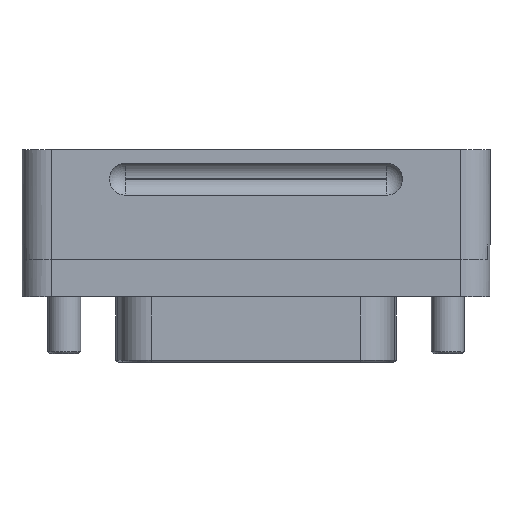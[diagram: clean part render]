
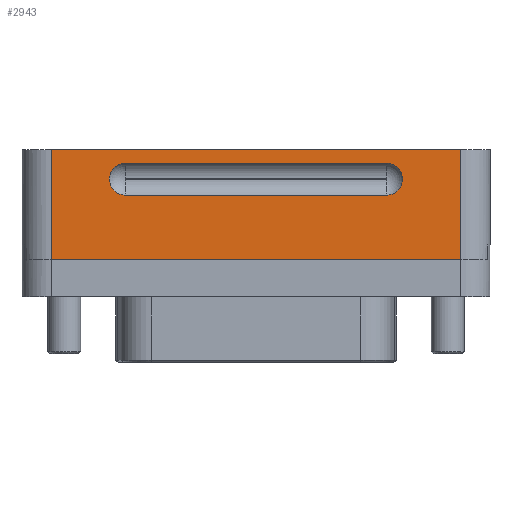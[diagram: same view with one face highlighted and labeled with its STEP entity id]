
A CAD part, front view. The second image highlights one B-rep face of the part: STEP entity #2943.
In plain terms, the highlighted planar face has unit normal (0, -1, 0).
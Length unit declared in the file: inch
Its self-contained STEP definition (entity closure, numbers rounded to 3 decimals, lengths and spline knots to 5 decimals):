
#2572 = VERTEX_POINT ( 'NONE', #7786 ) ;
#2580 = VERTEX_POINT ( 'NONE', #7891 ) ;
#2582 = EDGE_CURVE ( 'NONE', #2583, #2580, #7886, .T. ) ;
#2583 = VERTEX_POINT ( 'NONE', #7879 ) ;
#2627 = EDGE_CURVE ( 'NONE', #2642, #2572, #8000, .T. ) ;
#2632 = EDGE_CURVE ( 'NONE', #2572, #2583, #7986, .T. ) ;
#2641 = EDGE_CURVE ( 'NONE', #2580, #2642, #8082, .T. ) ;
#2642 = VERTEX_POINT ( 'NONE', #8069 ) ;
#2875 = EDGE_CURVE ( 'NONE', #2876, #2877, #9197, .T. ) ;
#2876 = VERTEX_POINT ( 'NONE', #9193 ) ;
#2877 = VERTEX_POINT ( 'NONE', #9192 ) ;
#2930 = ORIENTED_EDGE ( 'NONE', *, *, #2582, .T. ) ;
#2931 = ORIENTED_EDGE ( 'NONE', *, *, #2641, .T. ) ;
#2943 = ADVANCED_FACE ( 'NONE', ( #9255, #9254 ), #9321, .T. ) ;
#2944 = EDGE_LOOP ( 'NONE', ( #2945, #2948, #2950, #2951 ) ) ;
#2945 = ORIENTED_EDGE ( 'NONE', *, *, #2946, .F. ) ;
#2946 = EDGE_CURVE ( 'NONE', #2947, #2877, #9316, .T. ) ;
#2947 = VERTEX_POINT ( 'NONE', #9312 ) ;
#2948 = ORIENTED_EDGE ( 'NONE', *, *, #2949, .F. ) ;
#2949 = EDGE_CURVE ( 'NONE', #2959, #2947, #9311, .T. ) ;
#2950 = ORIENTED_EDGE ( 'NONE', *, *, #2958, .T. ) ;
#2951 = ORIENTED_EDGE ( 'NONE', *, *, #2875, .T. ) ;
#2952 = EDGE_LOOP ( 'NONE', ( #2953, #2954, #2930, #2931 ) ) ;
#2953 = ORIENTED_EDGE ( 'NONE', *, *, #2627, .T. ) ;
#2954 = ORIENTED_EDGE ( 'NONE', *, *, #2632, .T. ) ;
#2958 = EDGE_CURVE ( 'NONE', #2959, #2876, #9305, .T. ) ;
#2959 = VERTEX_POINT ( 'NONE', #9297 ) ;
#7786 = CARTESIAN_POINT ( 'NONE',  ( -0.3905, 0., -0.04589 ) ) ;
#7879 = CARTESIAN_POINT ( 'NONE',  ( 0.4995, 0., -0.04589 ) ) ;
#7880 = DIRECTION ( 'NONE',  ( 0., 0., -1. ) ) ;
#7881 = DIRECTION ( 'NONE',  ( 0., 1., 0. ) ) ;
#7883 = CARTESIAN_POINT ( 'NONE',  ( 0.4995, 0., -0.1005 ) ) ;
#7884 = AXIS2_PLACEMENT_3D ( 'NONE', #7883, #7881, #7880 ) ;
#7886 = CIRCLE ( 'NONE', #7884, 0.05461 ) ;
#7891 = CARTESIAN_POINT ( 'NONE',  ( 0.4995, 0., -0.15511 ) ) ;
#7974 = DIRECTION ( 'NONE',  ( 1., 0., 0. ) ) ;
#7975 = VECTOR ( 'NONE', #7974, 39.37008 ) ;
#7976 = CARTESIAN_POINT ( 'NONE',  ( 0.0545, 0., -0.04589 ) ) ;
#7986 = LINE ( 'NONE', #7976, #7975 ) ;
#7992 = DIRECTION ( 'NONE',  ( 0., 0., -1. ) ) ;
#7995 = DIRECTION ( 'NONE',  ( 0., 1., 0. ) ) ;
#7997 = CARTESIAN_POINT ( 'NONE',  ( -0.3905, 0., -0.1005 ) ) ;
#7999 = AXIS2_PLACEMENT_3D ( 'NONE', #7997, #7995, #7992 ) ;
#8000 = CIRCLE ( 'NONE', #7999, 0.05461 ) ;
#8069 = CARTESIAN_POINT ( 'NONE',  ( -0.3905, 0., -0.15511 ) ) ;
#8070 = DIRECTION ( 'NONE',  ( -1., 0., 0. ) ) ;
#8071 = VECTOR ( 'NONE', #8070, 39.37008 ) ;
#8073 = CARTESIAN_POINT ( 'NONE',  ( 0.0545, 0., -0.15511 ) ) ;
#8082 = LINE ( 'NONE', #8073, #8071 ) ;
#9192 = CARTESIAN_POINT ( 'NONE',  ( -0.643, 0., 0. ) ) ;
#9193 = CARTESIAN_POINT ( 'NONE',  ( 0.752, 0., 0. ) ) ;
#9194 = DIRECTION ( 'NONE',  ( -1., 0., 0. ) ) ;
#9195 = VECTOR ( 'NONE', #9194, 39.37008 ) ;
#9196 = CARTESIAN_POINT ( 'NONE',  ( 0.0545, 0., 0. ) ) ;
#9197 = LINE ( 'NONE', #9196, #9195 ) ;
#9254 = FACE_BOUND ( 'NONE', #2952, .T. ) ;
#9255 = FACE_OUTER_BOUND ( 'NONE', #2944, .T. ) ;
#9297 = CARTESIAN_POINT ( 'NONE',  ( 0.752, 0., -0.375 ) ) ;
#9298 = DIRECTION ( 'NONE',  ( 0., 0., 1. ) ) ;
#9299 = VECTOR ( 'NONE', #9298, 39.37008 ) ;
#9300 = CARTESIAN_POINT ( 'NONE',  ( 0.752, 0., -0.1875 ) ) ;
#9305 = LINE ( 'NONE', #9300, #9299 ) ;
#9308 = DIRECTION ( 'NONE',  ( -1., 0., 0. ) ) ;
#9309 = VECTOR ( 'NONE', #9308, 39.37008 ) ;
#9310 = CARTESIAN_POINT ( 'NONE',  ( 0.0545, 0., -0.375 ) ) ;
#9311 = LINE ( 'NONE', #9310, #9309 ) ;
#9312 = CARTESIAN_POINT ( 'NONE',  ( -0.643, 0., -0.375 ) ) ;
#9313 = DIRECTION ( 'NONE',  ( 0., 0., 1. ) ) ;
#9314 = VECTOR ( 'NONE', #9313, 39.37008 ) ;
#9315 = CARTESIAN_POINT ( 'NONE',  ( -0.643, 0., -0.1875 ) ) ;
#9316 = LINE ( 'NONE', #9315, #9314 ) ;
#9317 = DIRECTION ( 'NONE',  ( 1., 0., 0. ) ) ;
#9318 = DIRECTION ( 'NONE',  ( 0., -1., 0. ) ) ;
#9319 = CARTESIAN_POINT ( 'NONE',  ( -0.643, 0., -0.375 ) ) ;
#9320 = AXIS2_PLACEMENT_3D ( 'NONE', #9319, #9318, #9317 ) ;
#9321 = PLANE ( 'NONE',  #9320 ) ;
